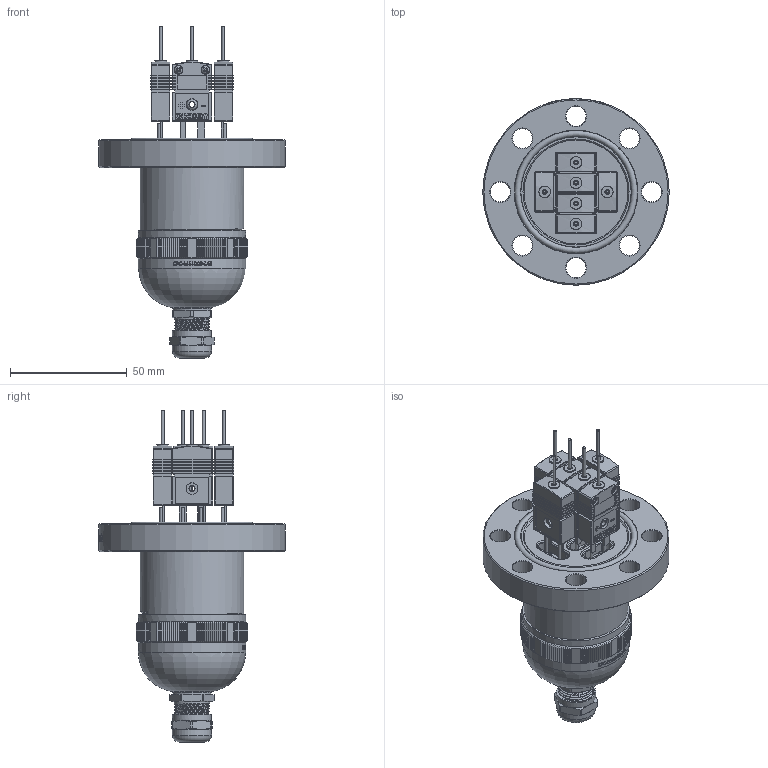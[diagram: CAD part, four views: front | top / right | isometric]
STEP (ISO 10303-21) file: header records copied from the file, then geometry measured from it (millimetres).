
FILE_DESCRIPTION (( 'STEP AP214' ), '1' );
FILE_NAME ('外发模型(带尼龙插头+护线筒)-Z-TC-HF40-1208K-2.STEP', '2024-08-16T06:13:30', ( '' ), ( '' ), 'SwSTEP 2.0', 'SolidWorks 2020', '' );
FILE_SCHEMA (( 'AUTOMOTIVE_DESIGN' ));
Length unit declared in the file: millimetre
Products named in the file (17): FL-HF40-D445-475-PRES; SMPW-K-F; 誘盄芠-CPC-M44D08-L45; FL-TC-D445-1208K-2; 誘盄芠囀郋-FTL8-M12NX; 囀郋躇猾杶 4-8; 外发模型(带尼龙插头+护线筒)-Z-TC-HF40-1208K-2; O型密封圈-HF40-475; NDL-L207-08K-; 俋楷耀倰-TC-D445-1208K-2; 外发模型-TC-16464L35（T插头）; NDL-L207-08K+; 錨璃8^俋楷耀倰-TC-16464L35; 囀郋彶踡蛈 4-8; 誘盄芠蹟簽-LT8-PG9; 俋楷耀倰-TC-16464L35; 誘盄芠俋褲-CPC-M44D08-L45
Assembly tree (24 placements, depth 5):
  外发模型(带尼龙插头+护线筒)-Z-TC-HF40-1208K-2
    FL-HF40-D445-475-PRES
    O型密封圈-HF40-475
    俋楷耀倰-TC-D445-1208K-2
      FL-TC-D445-1208K-2
      外发模型-TC-16464L35（T插头）  x6
        俋楷耀倰-TC-16464L35
          錨璃8^俋楷耀倰-TC-16464L35
        NDL-L207-08K-
        NDL-L207-08K+
        SMPW-K-F
      誘盄芠-CPC-M44D08-L45
        誘盄芠俋褲-CPC-M44D08-L45
        誘盄芠囀郋-FTL8-M12NX
          誘盄芠蹟簽-LT8-PG9
          囀郋躇猾杶 4-8
          囀郋彶踡蛈 4-8
Bounding box: 80 x 80 x 142.5 mm (x, y, z)
Volume: 107548.6 mm3; surface area: 87462.4 mm2
Topology: 121 solids, 121 shells, 5026 faces, 13752 edges, 9440 vertices
Faces by surface type: plane 3415, cylinder 1175, bspline 219, torus 165, cone 52
Full cylindrical faces by diameter (mm): 1.2 x12, 1.27 x24, 1.3 x12, 2 x12, 2.6 x12, 3.533 x24, 3.8 x24, 4.6 x24, 5 x36, 5.5 x24, 8.2 x2, 8.5 x1, 8.6 x8, 10 x1, 10.5 x1, 11.6 x1, 12 x1, 12.4 x1, 13.3 x1, 16.6 x1, 16.8 x2, 39.5 x1, 41.5 x1, 42 x1, 44.5 x6, 46 x2, 47.5 x1, 52.9 x1, 80 x1
Entity records: 52133 total; most frequent: CARTESIAN_POINT 21092, ORIENTED_EDGE 7108, DIRECTION 4980, EDGE_CURVE 3554, VERTEX_POINT 2751, LINE 1762, VECTOR 1762, AXIS2_PLACEMENT_3D 1609
